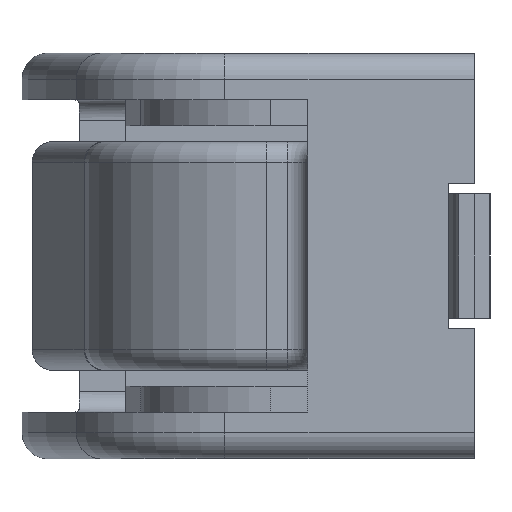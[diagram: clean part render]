
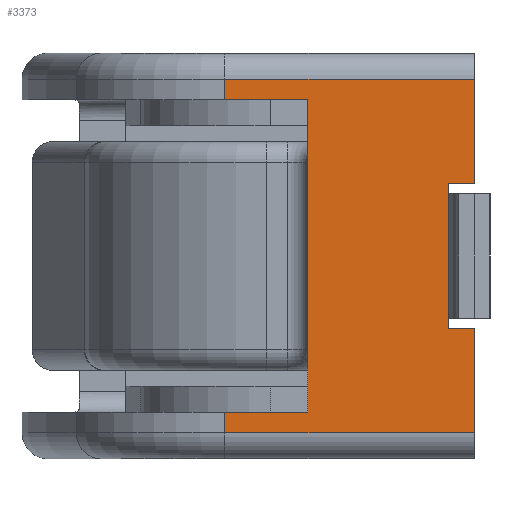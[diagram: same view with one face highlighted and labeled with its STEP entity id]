
A CAD part, left-side view. The second image highlights one B-rep face of the part: STEP entity #3373.
In plain terms, the highlighted planar face has unit normal (-1, 0, 0).
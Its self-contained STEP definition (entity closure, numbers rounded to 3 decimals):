
#402=ORIENTED_EDGE('',*,*,#1009,.T.);
#403=ORIENTED_EDGE('',*,*,#1105,.T.);
#404=ORIENTED_EDGE('',*,*,#1106,.F.);
#405=ORIENTED_EDGE('',*,*,#1107,.T.);
#406=ORIENTED_EDGE('',*,*,#1056,.T.);
#407=ORIENTED_EDGE('',*,*,#1108,.T.);
#408=ORIENTED_EDGE('',*,*,#1100,.F.);
#409=ORIENTED_EDGE('',*,*,#1109,.T.);
#410=ORIENTED_EDGE('',*,*,#1003,.T.);
#411=ORIENTED_EDGE('',*,*,#1110,.F.);
#412=ORIENTED_EDGE('',*,*,#993,.F.);
#413=ORIENTED_EDGE('',*,*,#986,.T.);
#986=EDGE_CURVE('',#1336,#1350,#1575,.T.);
#993=EDGE_CURVE('',#1336,#1357,#1580,.T.);
#1003=EDGE_CURVE('',#1365,#1366,#1590,.T.);
#1009=EDGE_CURVE('',#1350,#1370,#1593,.T.);
#1056=EDGE_CURVE('',#1402,#1407,#1625,.T.);
#1100=EDGE_CURVE('',#1444,#1445,#1648,.T.);
#1105=EDGE_CURVE('',#1370,#1447,#1652,.T.);
#1106=EDGE_CURVE('',#1448,#1447,#1653,.T.);
#1107=EDGE_CURVE('',#1448,#1402,#1654,.T.);
#1108=EDGE_CURVE('',#1407,#1445,#1655,.T.);
#1109=EDGE_CURVE('',#1444,#1365,#1656,.F.);
#1110=EDGE_CURVE('',#1357,#1366,#1657,.T.);
#1336=VERTEX_POINT('',#4530);
#1350=VERTEX_POINT('',#4558);
#1357=VERTEX_POINT('',#4580);
#1365=VERTEX_POINT('',#4599);
#1366=VERTEX_POINT('',#4600);
#1370=VERTEX_POINT('',#4610);
#1402=VERTEX_POINT('',#4712);
#1407=VERTEX_POINT('',#4721);
#1444=VERTEX_POINT('',#4828);
#1445=VERTEX_POINT('',#4830);
#1447=VERTEX_POINT('',#4839);
#1448=VERTEX_POINT('',#4841);
#1575=LINE('',#4559,#1804);
#1580=LINE('',#4579,#1809);
#1590=LINE('',#4598,#1819);
#1593=LINE('',#4611,#1822);
#1625=LINE('',#4722,#1854);
#1648=LINE('',#4829,#1877);
#1652=LINE('',#4838,#1881);
#1653=LINE('',#4840,#1882);
#1654=LINE('',#4842,#1883);
#1655=LINE('',#4843,#1884);
#1656=LINE('',#4844,#1885);
#1657=LINE('',#4845,#1886);
#1804=VECTOR('',#3797,1000.);
#1809=VECTOR('',#3804,1000.);
#1819=VECTOR('',#3816,1000.);
#1822=VECTOR('',#3827,1000.);
#1854=VECTOR('',#3903,1000.);
#1877=VECTOR('',#3972,1000.);
#1881=VECTOR('',#3982,1000.);
#1882=VECTOR('',#3983,1000.);
#1883=VECTOR('',#3984,1000.);
#1884=VECTOR('',#3985,1000.);
#1885=VECTOR('',#3986,1000.);
#1886=VECTOR('',#3987,1000.);
#2046=EDGE_LOOP('',(#402,#403,#404,#405,#406,#407,#408,#409,#410,#411,#412,
#413));
#2189=FACE_BOUND('',#2046,.T.);
#2318=PLANE('',#3557);
#3373=ADVANCED_FACE('',(#2189),#2318,.F.);
#3557=AXIS2_PLACEMENT_3D('',#4837,#3980,#3981);
#3797=DIRECTION('',(0.,1.,0.));
#3804=DIRECTION('',(0.,0.,1.));
#3816=DIRECTION('',(0.,0.,-1.));
#3827=DIRECTION('',(0.,0.,-1.));
#3903=DIRECTION('',(0.,0.,1.));
#3972=DIRECTION('',(0.,0.,-1.));
#3980=DIRECTION('',(1.,0.,0.));
#3981=DIRECTION('',(0.,0.,-1.));
#3982=DIRECTION('',(0.,-1.,0.));
#3983=DIRECTION('',(0.,0.,-1.));
#3984=DIRECTION('',(0.,1.,0.));
#3985=DIRECTION('',(0.,-1.,0.));
#3986=DIRECTION('',(0.,-1.,0.));
#3987=DIRECTION('',(0.,1.,0.));
#4530=CARTESIAN_POINT('',(-12.7,1.6,0.45));
#4558=CARTESIAN_POINT('',(-12.7,2.4,0.45));
#4559=CARTESIAN_POINT('',(-12.7,1.6,0.45));
#4579=CARTESIAN_POINT('',(-12.7,1.6,0.45));
#4580=CARTESIAN_POINT('',(-12.7,1.6,3.45));
#4598=CARTESIAN_POINT('',(-12.7,2.4,3.9));
#4599=CARTESIAN_POINT('',(-12.7,2.4,3.65));
#4600=CARTESIAN_POINT('',(-12.7,2.4,3.45));
#4610=CARTESIAN_POINT('',(-12.7,2.4,0.25));
#4611=CARTESIAN_POINT('',(-12.7,2.4,3.9));
#4712=CARTESIAN_POINT('',(-12.7,0.25,1.25));
#4721=CARTESIAN_POINT('',(-12.7,0.25,2.65));
#4722=CARTESIAN_POINT('',(-12.7,0.25,1.25));
#4828=CARTESIAN_POINT('',(-12.7,0.,3.65));
#4829=CARTESIAN_POINT('',(-12.7,0.,3.9));
#4830=CARTESIAN_POINT('',(-12.7,0.,2.65));
#4837=CARTESIAN_POINT('',(-12.7,2.4,3.9));
#4838=CARTESIAN_POINT('',(-12.7,2.4,0.25));
#4839=CARTESIAN_POINT('',(-12.7,0.,0.25));
#4840=CARTESIAN_POINT('',(-12.7,0.,3.9));
#4841=CARTESIAN_POINT('',(-12.7,0.,1.25));
#4842=CARTESIAN_POINT('',(-12.7,0.,1.25));
#4843=CARTESIAN_POINT('',(-12.7,0.25,2.65));
#4844=CARTESIAN_POINT('',(-12.7,2.4,3.65));
#4845=CARTESIAN_POINT('',(-12.7,1.6,3.45));
